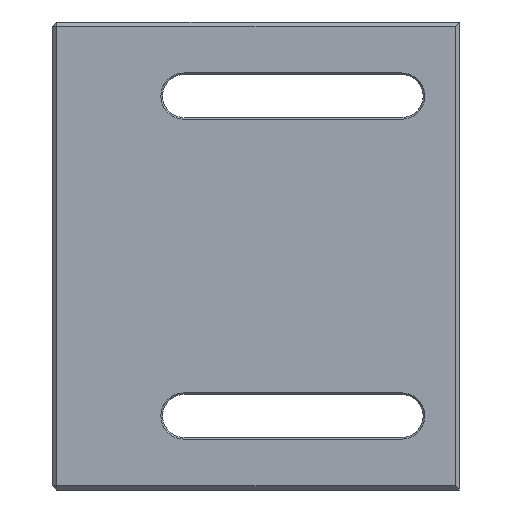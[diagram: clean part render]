
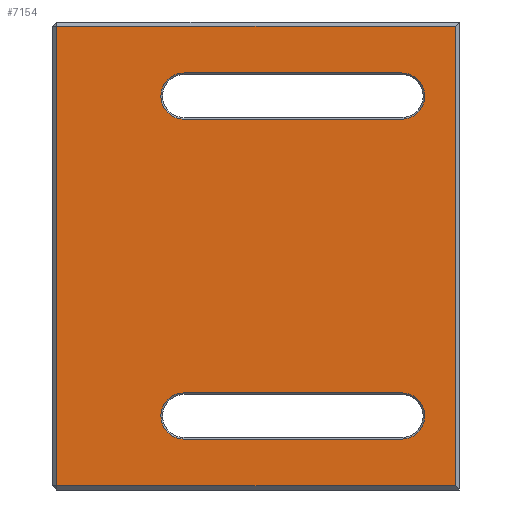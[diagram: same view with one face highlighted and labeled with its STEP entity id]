
A CAD part, front view. The second image highlights one B-rep face of the part: STEP entity #7154.
In plain terms, the highlighted planar face has unit normal (0, -1, 0).
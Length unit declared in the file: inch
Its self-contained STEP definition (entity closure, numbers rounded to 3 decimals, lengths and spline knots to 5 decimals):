
#231=FACE_BOUND('',#904,.T.);
#232=FACE_BOUND('',#905,.T.);
#475=FACE_OUTER_BOUND('',#903,.T.);
#903=EDGE_LOOP('',(#4765,#4766,#4767,#4768));
#904=EDGE_LOOP('',(#4769,#4770,#4771,#4772));
#905=EDGE_LOOP('',(#4773,#4774,#4775,#4776));
#1341=CIRCLE('',#7603,0.1425);
#1342=CIRCLE('',#7604,0.1425);
#1343=CIRCLE('',#7605,0.1425);
#1344=CIRCLE('',#7606,0.1425);
#1575=LINE('',#10466,#2275);
#1576=LINE('',#10468,#2276);
#1577=LINE('',#10470,#2277);
#1578=LINE('',#10471,#2278);
#1579=LINE('',#10476,#2279);
#1580=LINE('',#10479,#2280);
#1581=LINE('',#10484,#2281);
#1582=LINE('',#10487,#2282);
#2275=VECTOR('',#8229,2.45);
#2276=VECTOR('',#8230,2.83);
#2277=VECTOR('',#8231,2.45);
#2278=VECTOR('',#8232,2.83);
#2279=VECTOR('',#8235,1.339);
#2280=VECTOR('',#8238,1.339);
#2281=VECTOR('',#8241,1.339);
#2282=VECTOR('',#8244,1.339);
#3060=VERTEX_POINT('',#10464);
#3061=VERTEX_POINT('',#10465);
#3062=VERTEX_POINT('',#10467);
#3063=VERTEX_POINT('',#10469);
#3064=VERTEX_POINT('',#10472);
#3065=VERTEX_POINT('',#10473);
#3066=VERTEX_POINT('',#10475);
#3067=VERTEX_POINT('',#10477);
#3068=VERTEX_POINT('',#10480);
#3069=VERTEX_POINT('',#10481);
#3070=VERTEX_POINT('',#10483);
#3071=VERTEX_POINT('',#10485);
#3729=EDGE_CURVE('',#3060,#3061,#1575,.T.);
#3730=EDGE_CURVE('',#3061,#3062,#1576,.T.);
#3731=EDGE_CURVE('',#3062,#3063,#1577,.T.);
#3732=EDGE_CURVE('',#3063,#3060,#1578,.T.);
#3733=EDGE_CURVE('',#3064,#3065,#1341,.T.);
#3734=EDGE_CURVE('',#3065,#3066,#1579,.T.);
#3735=EDGE_CURVE('',#3066,#3067,#1342,.T.);
#3736=EDGE_CURVE('',#3067,#3064,#1580,.T.);
#3737=EDGE_CURVE('',#3068,#3069,#1343,.T.);
#3738=EDGE_CURVE('',#3069,#3070,#1581,.T.);
#3739=EDGE_CURVE('',#3070,#3071,#1344,.T.);
#3740=EDGE_CURVE('',#3071,#3068,#1582,.T.);
#4765=ORIENTED_EDGE('',*,*,#3729,.T.);
#4766=ORIENTED_EDGE('',*,*,#3730,.T.);
#4767=ORIENTED_EDGE('',*,*,#3731,.T.);
#4768=ORIENTED_EDGE('',*,*,#3732,.T.);
#4769=ORIENTED_EDGE('',*,*,#3733,.T.);
#4770=ORIENTED_EDGE('',*,*,#3734,.T.);
#4771=ORIENTED_EDGE('',*,*,#3735,.T.);
#4772=ORIENTED_EDGE('',*,*,#3736,.T.);
#4773=ORIENTED_EDGE('',*,*,#3737,.T.);
#4774=ORIENTED_EDGE('',*,*,#3738,.T.);
#4775=ORIENTED_EDGE('',*,*,#3739,.T.);
#4776=ORIENTED_EDGE('',*,*,#3740,.T.);
#6537=PLANE('',#7602);
#7154=ADVANCED_FACE('',(#475,#231,#232),#6537,.F.);
#7602=AXIS2_PLACEMENT_3D('',#10463,#8227,#8228);
#7603=AXIS2_PLACEMENT_3D('',#10474,#8233,#8234);
#7604=AXIS2_PLACEMENT_3D('',#10478,#8236,#8237);
#7605=AXIS2_PLACEMENT_3D('',#10482,#8239,#8240);
#7606=AXIS2_PLACEMENT_3D('',#10486,#8242,#8243);
#8227=DIRECTION('center_axis',(0.,1.,0.));
#8228=DIRECTION('ref_axis',(0.,0.,1.));
#8229=DIRECTION('',(1.,0.,0.));
#8230=DIRECTION('',(0.,0.,1.));
#8231=DIRECTION('',(-1.,0.,0.));
#8232=DIRECTION('',(0.,0.,-1.));
#8233=DIRECTION('center_axis',(0.,1.,0.));
#8234=DIRECTION('ref_axis',(-1.,0.,0.));
#8235=DIRECTION('',(-1.,0.,0.));
#8236=DIRECTION('center_axis',(0.,1.,0.));
#8237=DIRECTION('ref_axis',(-1.,0.,0.));
#8238=DIRECTION('',(1.,0.,0.));
#8239=DIRECTION('center_axis',(0.,1.,0.));
#8240=DIRECTION('ref_axis',(-1.,0.,0.));
#8241=DIRECTION('',(-1.,0.,0.));
#8242=DIRECTION('center_axis',(0.,1.,0.));
#8243=DIRECTION('ref_axis',(-1.,0.,0.));
#8244=DIRECTION('',(1.,0.,0.));
#10463=CARTESIAN_POINT('Origin',(-2.72303,-0.83727,1.76705));
#10464=CARTESIAN_POINT('',(-2.69803,-0.83727,-1.08795));
#10465=CARTESIAN_POINT('',(-0.24803,-0.83727,-1.08795));
#10466=CARTESIAN_POINT('',(-2.69803,-0.83727,-1.08795));
#10467=CARTESIAN_POINT('',(-0.24803,-0.83727,1.74205));
#10468=CARTESIAN_POINT('',(-0.24803,-0.83727,-1.08795));
#10469=CARTESIAN_POINT('',(-2.69803,-0.83727,1.74205));
#10470=CARTESIAN_POINT('',(-0.24803,-0.83727,1.74205));
#10471=CARTESIAN_POINT('',(-2.69803,-0.83727,1.74205));
#10472=CARTESIAN_POINT('',(-0.57703,-0.83727,1.45355));
#10473=CARTESIAN_POINT('',(-0.57703,-0.83727,1.16855));
#10474=CARTESIAN_POINT('Origin',(-0.57703,-0.83727,
1.31105));
#10475=CARTESIAN_POINT('',(-1.91603,-0.83727,1.16855));
#10476=CARTESIAN_POINT('',(-0.57703,-0.83727,1.16855));
#10477=CARTESIAN_POINT('',(-1.91603,-0.83727,1.45355));
#10478=CARTESIAN_POINT('Origin',(-1.91603,-0.83727,1.31105));
#10479=CARTESIAN_POINT('',(-1.91603,-0.83727,1.45355));
#10480=CARTESIAN_POINT('',(-0.57703,-0.83727,-0.51496));
#10481=CARTESIAN_POINT('',(-0.57703,-0.83727,-0.79996));
#10482=CARTESIAN_POINT('Origin',(-0.57703,-0.83727,
-0.65746));
#10483=CARTESIAN_POINT('',(-1.91603,-0.83727,-0.79996));
#10484=CARTESIAN_POINT('',(-0.57703,-0.83727,-0.79996));
#10485=CARTESIAN_POINT('',(-1.91603,-0.83727,-0.51496));
#10486=CARTESIAN_POINT('Origin',(-1.91603,-0.83727,-0.65746));
#10487=CARTESIAN_POINT('',(-1.91603,-0.83727,-0.51496));
